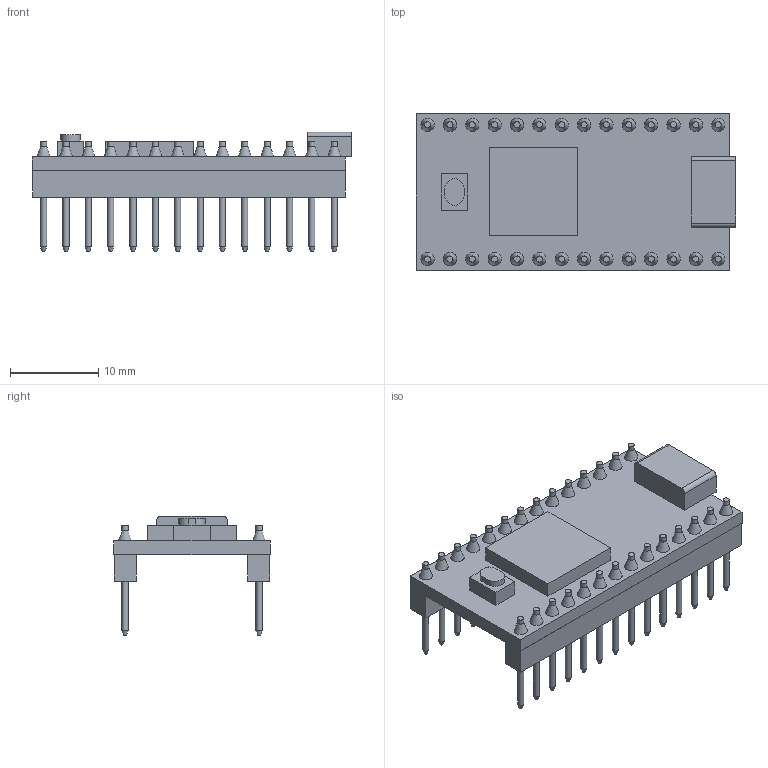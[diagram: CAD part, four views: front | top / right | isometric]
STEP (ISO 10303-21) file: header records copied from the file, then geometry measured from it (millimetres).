
FILE_DESCRIPTION (( 'STEP AP214' ), '1' );
FILE_NAME ('Teensy3.2.STEP', '2019-11-14T09:26:20', ( '' ), ( '' ), 'SwSTEP 2.0', 'SolidWorks 2018', '' );
FILE_SCHEMA (( 'AUTOMOTIVE_DESIGN' ));
Length unit declared in the file: millimetre
Products named in the file (1): Teensy3.2
Bounding box: 36.26 x 17.78 x 13.55 mm (x, y, z)
Volume: 1874.1 mm3; surface area: 2685.2 mm2
Topology: 1 solids, 1 shells, 217 faces, 440 edges, 288 vertices
Faces by surface type: plane 101, cylinder 60, cone 56
Full cylindrical faces by diameter (mm): 0.7 x56
Entity records: 5051 total; most frequent: DIRECTION 898, CARTESIAN_POINT 750, ORIENTED_EDGE 572, AXIS2_PLACEMENT_3D 394, EDGE_LOOP 392, EDGE_CURVE 286, FACE_OUTER_BOUND 273, VERTEX_POINT 246
